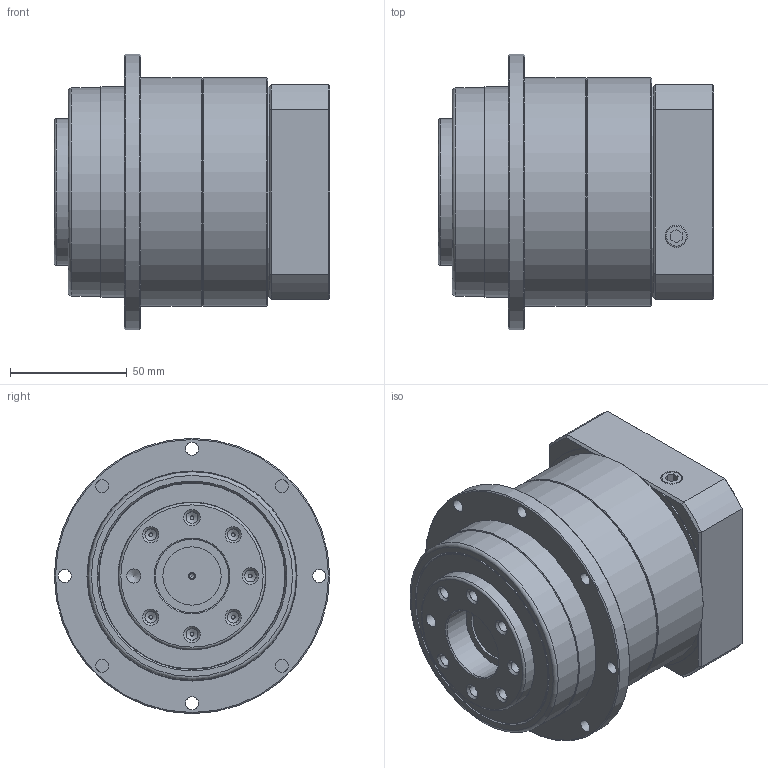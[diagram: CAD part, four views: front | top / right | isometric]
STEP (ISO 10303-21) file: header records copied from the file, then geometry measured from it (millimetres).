
FILE_DESCRIPTION((''),'2;1');
FILE_NAME('KSD-90-1.stp','2013-08-12T16:16:12',('young'),(''),'Autodesk Inventor 2012','Autodesk Inventor 2012','');
FILE_SCHEMA(('AUTOMOTIVE_DESIGN { 1 0 10303 214 1 1 1 1 }'));
Length unit declared in the file: millimetre
Products named in the file (1): KSD-90-1
Bounding box: 118 x 118 x 118 mm (x, y, z)
Volume: 414487.8 mm3; surface area: 152818.1 mm2
Topology: 22 solids, 22 shells, 580 faces, 1333 edges, 829 vertices
Faces by surface type: plane 291, cylinder 145, cone 125, torus 19
Full cylindrical faces by diameter (mm): 2 x1, 3.3 x8, 4 x7, 4.2 x9, 4.5 x8, 5 x11, 5.5 x8, 6 x2, 6.5 x1, 6.8 x4, 7.5 x8, 8.433 x2, 8.5 x4, 9.5 x2, 10 x1, 11 x4, 19 x1, 25 x1, 25.5 x1, 28.2 x1, 29.8 x1, 30 x1, 31.5 x1, 40 x3, 42.41 x1, 63 x2, 68 x1, 70 x1, 70.03 x1, 78 x2
Entity records: 14924 total; most frequent: DIRECTION 2663, CARTESIAN_POINT 2649, ORIENTED_EDGE 2062, AXIS2_PLACEMENT_3D 1093, EDGE_CURVE 1031, EDGE_LOOP 931, VERTEX_POINT 758, FACE_OUTER_BOUND 580
